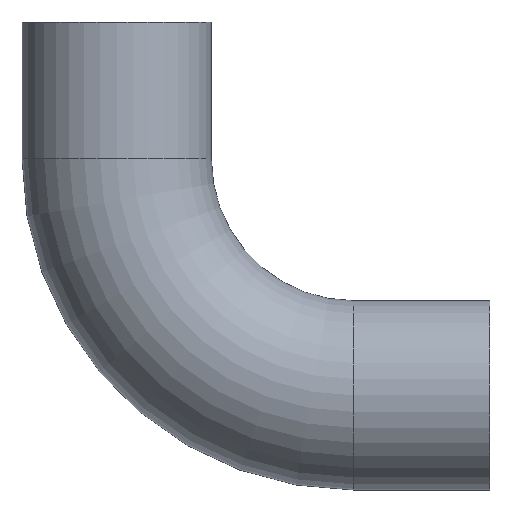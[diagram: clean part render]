
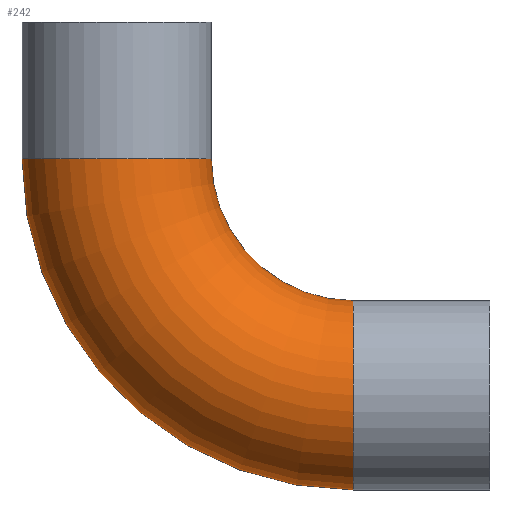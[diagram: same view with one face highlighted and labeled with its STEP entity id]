
A CAD part, front view. The second image highlights one B-rep face of the part: STEP entity #242.
In plain terms, the highlighted toroidal (fillet/blend) face has major radius 95 mm and minor radius 38.05 mm.
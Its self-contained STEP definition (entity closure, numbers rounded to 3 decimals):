
#2 = DIRECTION ( 'NONE',  ( 0., 1., 0. ) ) ;
#15 = ORIENTED_EDGE ( 'NONE', *, *, #396, .F. ) ;
#18 = CARTESIAN_POINT ( 'NONE',  ( -133.05, 0., 0. ) ) ;
#33 = EDGE_CURVE ( 'NONE', #326, #361, #340, .T. ) ;
#34 = DIRECTION ( 'NONE',  ( 0., 1., 0. ) ) ;
#36 = VERTEX_POINT ( 'NONE', #18 ) ;
#52 = DIRECTION ( 'NONE',  ( 0., 0., 1. ) ) ;
#79 = VERTEX_POINT ( 'NONE', #166 ) ;
#94 = CARTESIAN_POINT ( 'NONE',  ( 0., 0., 0. ) ) ;
#97 = DIRECTION ( 'NONE',  ( 0., 0., 1. ) ) ;
#104 = ORIENTED_EDGE ( 'NONE', *, *, #33, .T. ) ;
#106 = ORIENTED_EDGE ( 'NONE', *, *, #128, .F. ) ;
#122 = CARTESIAN_POINT ( 'NONE',  ( -95., 0., 0. ) ) ;
#128 = EDGE_CURVE ( 'NONE', #36, #79, #342, .T. ) ;
#138 = FACE_OUTER_BOUND ( 'NONE', #263, .T. ) ;
#140 = DIRECTION ( 'NONE',  ( 0., 0., 1. ) ) ;
#145 = DIRECTION ( 'NONE',  ( 0., 0., 1. ) ) ;
#166 = CARTESIAN_POINT ( 'NONE',  ( -56.95, 0., 0. ) ) ;
#173 = CIRCLE ( 'NONE', #192, 56.95 ) ;
#192 = AXIS2_PLACEMENT_3D ( 'NONE', #287, #2, #140 ) ;
#200 = TOROIDAL_SURFACE ( 'NONE', #383, 95., 38.05 ) ;
#242 = ADVANCED_FACE ( 'NONE', ( #138 ), #200, .T. ) ;
#249 = DIRECTION ( 'NONE',  ( 0., 1., 0. ) ) ;
#258 = CARTESIAN_POINT ( 'NONE',  ( 0., 0., 0. ) ) ;
#262 = DIRECTION ( 'NONE',  ( 0., 0., 1. ) ) ;
#263 = EDGE_LOOP ( 'NONE', ( #15, #104, #276, #106 ) ) ;
#271 = CIRCLE ( 'NONE', #310, 133.05 ) ;
#276 = ORIENTED_EDGE ( 'NONE', *, *, #411, .T. ) ;
#287 = CARTESIAN_POINT ( 'NONE',  ( 0., 0., 0. ) ) ;
#288 = AXIS2_PLACEMENT_3D ( 'NONE', #402, #369, #52 ) ;
#310 = AXIS2_PLACEMENT_3D ( 'NONE', #258, #249, #145 ) ;
#326 = VERTEX_POINT ( 'NONE', #427 ) ;
#333 = CARTESIAN_POINT ( 'NONE',  ( 0., 0., -56.95 ) ) ;
#340 = CIRCLE ( 'NONE', #288, 38.05 ) ;
#342 = CIRCLE ( 'NONE', #374, 38.05 ) ;
#361 = VERTEX_POINT ( 'NONE', #333 ) ;
#369 = DIRECTION ( 'NONE',  ( -1., 0., 0. ) ) ;
#374 = AXIS2_PLACEMENT_3D ( 'NONE', #122, #262, #405 ) ;
#383 = AXIS2_PLACEMENT_3D ( 'NONE', #94, #34, #97 ) ;
#396 = EDGE_CURVE ( 'NONE', #326, #36, #271, .T. ) ;
#402 = CARTESIAN_POINT ( 'NONE',  ( 0., 0., -95. ) ) ;
#405 = DIRECTION ( 'NONE',  ( 1., 0., 0. ) ) ;
#411 = EDGE_CURVE ( 'NONE', #361, #79, #173, .T. ) ;
#427 = CARTESIAN_POINT ( 'NONE',  ( 0., 0., -133.05 ) ) ;
